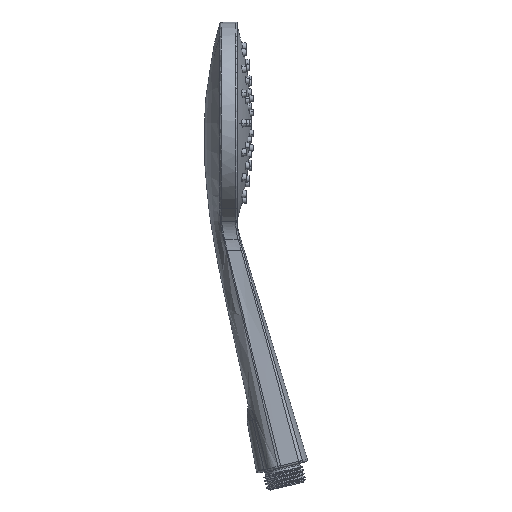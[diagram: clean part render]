
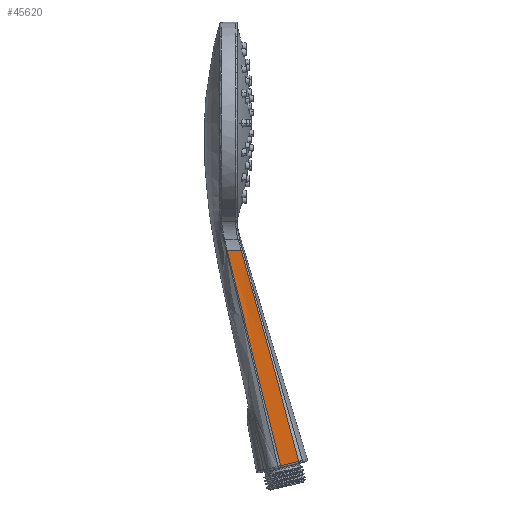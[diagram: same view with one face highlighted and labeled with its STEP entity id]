
A CAD part, left-side view. The second image highlights one B-rep face of the part: STEP entity #45620.
In plain terms, the highlighted face is a extrusion surface.
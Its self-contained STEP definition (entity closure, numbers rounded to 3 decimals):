
#492=CARTESIAN_POINT('',(-15.497,-22.593,
-177.82));
#499=CARTESIAN_POINT('',(-15.721,5.13,-65.997));
#1976=CARTESIAN_POINT('',(-15.803,-32.014,
-175.614));
#1977=CARTESIAN_POINT('',(-15.768,-30.952,
-175.862));
#1978=CARTESIAN_POINT('',(-15.699,-28.838,
-176.358));
#1979=CARTESIAN_POINT('',(-15.598,-25.697,
-177.093));
#1980=CARTESIAN_POINT('',(-15.53,-23.625,
-177.579));
#1981=CARTESIAN_POINT('',(-15.497,-22.593,
-177.82));
#1983=CARTESIAN_POINT('',(-15.497,-22.593,
-177.82));
#1984=CARTESIAN_POINT('',(-15.491,-22.529,
-177.561));
#1985=CARTESIAN_POINT('',(-15.448,-21.984,
-175.381));
#1986=CARTESIAN_POINT('',(-15.387,-20.99,
-171.402));
#1987=CARTESIAN_POINT('',(-15.335,-19.613,
-165.887));
#1988=CARTESIAN_POINT('',(-15.308,-18.241,
-160.393));
#1989=CARTESIAN_POINT('',(-15.298,-16.797,
-154.613));
#1990=CARTESIAN_POINT('',(-15.3,-15.221,
-148.304));
#1991=CARTESIAN_POINT('',(-15.304,-13.484,
-141.352));
#1992=CARTESIAN_POINT('',(-15.287,-11.645,
-134.056));
#1993=CARTESIAN_POINT('',(-15.249,-9.856,
-126.915));
#1994=CARTESIAN_POINT('',(-15.202,-8.13,
-120.091));
#1995=CARTESIAN_POINT('',(-15.164,-6.499,
-113.592));
#1996=CARTESIAN_POINT('',(-15.145,-4.958,
-107.405));
#1997=CARTESIAN_POINT('',(-15.151,-3.569,
-101.798));
#1998=CARTESIAN_POINT('',(-15.18,-2.333,
-96.825));
#1999=CARTESIAN_POINT('',(-15.231,-1.226,
-92.393));
#2000=CARTESIAN_POINT('',(-15.297,-0.247,
-88.425));
#2001=CARTESIAN_POINT('',(-15.377,0.614,
-84.859));
#2002=CARTESIAN_POINT('',(-15.456,1.39,
-81.639));
#2003=CARTESIAN_POINT('',(-15.527,2.097,
-78.722));
#2004=CARTESIAN_POINT('',(-15.588,2.74,
-76.071));
#2005=CARTESIAN_POINT('',(-15.638,3.324,
-73.654));
#2006=CARTESIAN_POINT('',(-15.675,3.852,
-71.446));
#2007=CARTESIAN_POINT('',(-15.701,4.328,
-69.426));
#2008=CARTESIAN_POINT('',(-15.716,4.747,
-67.632));
#2009=CARTESIAN_POINT('',(-15.721,5.006,
-66.507));
#2010=CARTESIAN_POINT('',(-15.721,5.13,
-65.997));
#2012=DIRECTION('',(-0.035,-0.999,0.));
#2013=VECTOR('',#2012,7.297);
#2014=CARTESIAN_POINT('',(-15.721,5.13,
-65.997));
#2015=LINE('',#2014,#2013);
#2638=CARTESIAN_POINT('',(-15.803,-32.014,
-175.614));
#2639=CARTESIAN_POINT('',(-15.758,-31.353,
-173.077));
#2640=CARTESIAN_POINT('',(-15.697,-30.093,
-168.265));
#2641=CARTESIAN_POINT('',(-15.655,-28.411,
-161.896));
#2642=CARTESIAN_POINT('',(-15.639,-26.894,
-156.181));
#2643=CARTESIAN_POINT('',(-15.635,-25.535,
-151.092));
#2644=CARTESIAN_POINT('',(-15.634,-24.318,
-146.552));
#2645=CARTESIAN_POINT('',(-15.633,-23.211,
-142.433));
#2646=CARTESIAN_POINT('',(-15.626,-22.203,
-138.691));
#2647=CARTESIAN_POINT('',(-15.614,-21.285,
-135.292));
#2648=CARTESIAN_POINT('',(-15.6,-20.443,
-132.181));
#2649=CARTESIAN_POINT('',(-15.583,-19.659,
-129.288));
#2650=CARTESIAN_POINT('',(-15.565,-18.918,
-126.56));
#2651=CARTESIAN_POINT('',(-15.547,-18.209,
-123.954));
#2652=CARTESIAN_POINT('',(-15.528,-17.521,
-121.429));
#2653=CARTESIAN_POINT('',(-15.51,-16.844,
-118.948));
#2654=CARTESIAN_POINT('',(-15.494,-16.168,
-116.472));
#2655=CARTESIAN_POINT('',(-15.479,-15.478,
-113.954));
#2656=CARTESIAN_POINT('',(-15.466,-14.764,
-111.347));
#2657=CARTESIAN_POINT('',(-15.456,-14.007,
-108.591));
#2658=CARTESIAN_POINT('',(-15.45,-13.193,
-105.631));
#2659=CARTESIAN_POINT('',(-15.452,-12.293,
-102.367));
#2660=CARTESIAN_POINT('',(-15.464,-11.266,
-98.647));
#2661=CARTESIAN_POINT('',(-15.496,-10.116,
-94.493));
#2662=CARTESIAN_POINT('',(-15.555,-8.841,
-89.892));
#2663=CARTESIAN_POINT('',(-15.658,-7.417,
-84.776));
#2664=CARTESIAN_POINT('',(-15.792,-5.864,
-79.216));
#2665=CARTESIAN_POINT('',(-15.927,-4.103,
-72.894));
#2666=CARTESIAN_POINT('',(-15.976,-2.824,
-68.363));
#2667=CARTESIAN_POINT('',(-15.976,-2.163,
-65.999));
#2693=CARTESIAN_POINT('',(-15.803,-32.014,
-175.614));
#37376=VERTEX_POINT('',#492);
#37378=VERTEX_POINT('',#499);
#38140=VERTEX_POINT('',#2693);
#38141=CARTESIAN_POINT('',(-15.976,-2.163,
-65.999));
#38142=VERTEX_POINT('',#38141);
#45586=CARTESIAN_POINT('',(-15.249,-15.121,
-178.939));
#45587=CARTESIAN_POINT('',(-15.245,-15.121,
-178.564));
#45588=CARTESIAN_POINT('',(-15.234,-15.122,
-177.676));
#45589=CARTESIAN_POINT('',(-15.181,-15.124,
-172.66));
#45590=CARTESIAN_POINT('',(-15.168,-15.124,
-163.965));
#45591=CARTESIAN_POINT('',(-15.262,-15.121,
-151.727));
#45592=CARTESIAN_POINT('',(-15.378,-15.116,
-140.));
#45593=CARTESIAN_POINT('',(-15.43,-15.114,
-129.054));
#45594=CARTESIAN_POINT('',(-15.446,-15.114,
-119.292));
#45595=CARTESIAN_POINT('',(-15.476,-15.113,
-110.716));
#45596=CARTESIAN_POINT('',(-15.537,-15.11,
-102.897));
#45597=CARTESIAN_POINT('',(-15.644,-15.107,
-95.494));
#45598=CARTESIAN_POINT('',(-15.815,-15.101,
-88.118));
#45599=CARTESIAN_POINT('',(-16.062,-15.092,
-80.744));
#45600=CARTESIAN_POINT('',(-16.301,-15.083,
-73.372));
#45601=CARTESIAN_POINT('',(-16.411,-15.08,
-68.083));
#45602=CARTESIAN_POINT('',(-16.434,-15.079,
-65.252));
#45603=CARTESIAN_POINT('',(-16.436,-15.079,
-64.879));
#45609=DIRECTION('',(0.035,0.999,0.));
#45610=VECTOR('',#45609,1.);
#45611=SURFACE_OF_LINEAR_EXTRUSION('',#45604,#45610);
#45612=ORIENTED_EDGE('',*,*,#45570,.T.);
#45613=ORIENTED_EDGE('',*,*,#42091,.T.);
#45615=ORIENTED_EDGE('',*,*,#45614,.T.);
#45617=ORIENTED_EDGE('',*,*,#45616,.F.);
#45618=EDGE_LOOP('',(#45612,#45613,#45615,#45617));
#45619=FACE_OUTER_BOUND('',#45618,.F.);
#45620=ADVANCED_FACE('',(#45619),#45611,.T.);
#1982=B_SPLINE_CURVE_WITH_KNOTS('',3,(#1976,#1977,#1978,#1979,#1980,#1981),
.UNSPECIFIED.,.F.,.F.,(4,1,1,4),(0.,0.333,0.667,1.),
.UNSPECIFIED.);
#2011=B_SPLINE_CURVE_WITH_KNOTS('',3,(#1983,#1984,#1985,#1986,#1987,#1988,#1989,
#1990,#1991,#1992,#1993,#1994,#1995,#1996,#1997,#1998,#1999,#2000,#2001,#2002,
#2003,#2004,#2005,#2006,#2007,#2008,#2009,#2010),.UNSPECIFIED.,.F.,.F.,(4,1,1,1,
1,1,1,1,1,1,1,1,1,1,1,1,1,1,1,1,1,1,1,1,1,4),(0.,0.007,
0.059,0.107,0.155,0.206,
0.262,0.325,0.393,0.458,
0.516,0.576,0.632,0.682,
0.726,0.766,0.801,0.833,
0.861,0.887,0.911,0.932,
0.952,0.97,0.986,1.),.UNSPECIFIED.);
#2668=B_SPLINE_CURVE_WITH_KNOTS('',3,(#2638,#2639,#2640,#2641,#2642,#2643,#2644,
#2645,#2646,#2647,#2648,#2649,#2650,#2651,#2652,#2653,#2654,#2655,#2656,#2657,
#2658,#2659,#2660,#2661,#2662,#2663,#2664,#2665,#2666,#2667),.UNSPECIFIED.,.F.,
.F.,(4,1,1,1,1,1,1,1,1,1,1,1,1,1,1,1,1,1,1,1,1,1,1,1,1,1,1,4),(0.,
0.037,0.074,0.111,0.148,
0.185,0.222,0.259,0.296,
0.333,0.37,0.407,0.444,
0.481,0.519,0.556,0.593,
0.63,0.667,0.704,0.741,
0.778,0.815,0.852,0.889,
0.926,0.963,1.),.UNSPECIFIED.);
#42091=EDGE_CURVE('',#37376,#37378,#2011,.T.);
#45570=EDGE_CURVE('',#38140,#37376,#1982,.T.);
#45604=B_SPLINE_CURVE_WITH_KNOTS('',3,(#45586,#45587,#45588,#45589,#45590,
#45591,#45592,#45593,#45594,#45595,#45596,#45597,#45598,#45599,#45600,#45601,
#45602,#45603),.UNSPECIFIED.,.F.,.F.,(4,1,1,1,1,1,1,1,1,1,1,1,1,1,1,4),(0.,
0.007,0.017,0.098,0.179,
0.26,0.341,0.422,0.503,
0.583,0.664,0.745,0.826,
0.907,0.988,1.),.UNSPECIFIED.);
#45614=EDGE_CURVE('',#37378,#38142,#2015,.T.);
#45616=EDGE_CURVE('',#38140,#38142,#2668,.T.);
